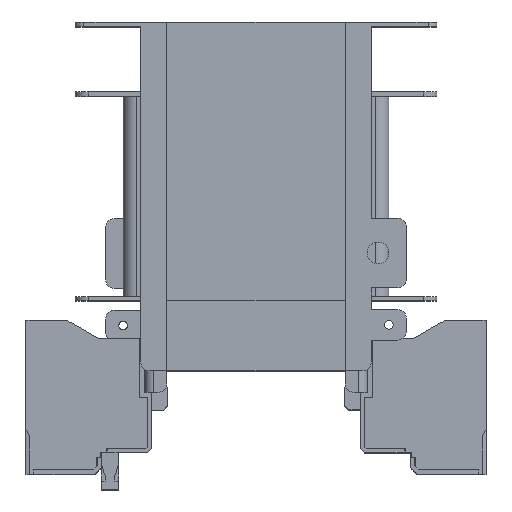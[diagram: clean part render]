
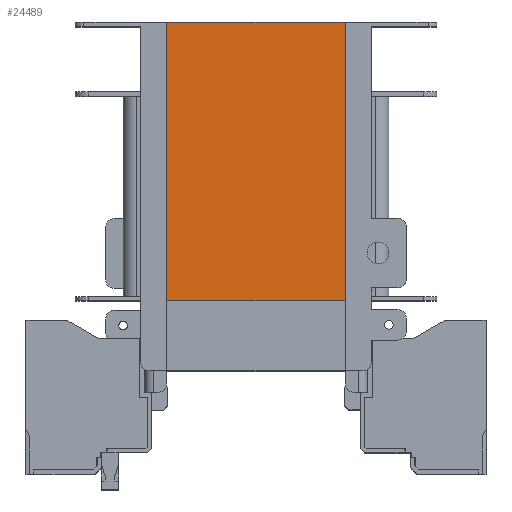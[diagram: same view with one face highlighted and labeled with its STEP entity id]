
A CAD part, top view. The second image highlights one B-rep face of the part: STEP entity #24489.
In plain terms, the highlighted face is planar.
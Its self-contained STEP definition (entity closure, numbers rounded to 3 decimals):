
#559 = EDGE_CURVE ( 'NONE', #39466, #4253, #6392, .T. ) ;
#646 = CARTESIAN_POINT ( 'NONE',  ( 0., -64., 41. ) ) ;
#2331 = VERTEX_POINT ( 'NONE', #36815 ) ;
#2980 = EDGE_LOOP ( 'NONE', ( #34654, #20966, #36107, #4631 ) ) ;
#4253 = VERTEX_POINT ( 'NONE', #34130 ) ;
#4631 = ORIENTED_EDGE ( 'NONE', *, *, #38660, .T. ) ;
#6177 = FACE_OUTER_BOUND ( 'NONE', #2980, .T. ) ;
#6392 = LINE ( 'NONE', #23754, #32377 ) ;
#6607 = VECTOR ( 'NONE', #22538, 1000. ) ;
#7325 = CARTESIAN_POINT ( 'NONE',  ( 0., 0., 0. ) ) ;
#7381 = EDGE_CURVE ( 'NONE', #25988, #4253, #38125, .T. ) ;
#11553 = LINE ( 'NONE', #33708, #28668 ) ;
#12361 = CARTESIAN_POINT ( 'NONE',  ( 0., 0., 41. ) ) ;
#12949 = DIRECTION ( 'NONE',  ( 1., 0., 0. ) ) ;
#15989 = VECTOR ( 'NONE', #37798, 1000. ) ;
#20966 = ORIENTED_EDGE ( 'NONE', *, *, #559, .F. ) ;
#21726 = DIRECTION ( 'NONE',  ( 0., 1., 0. ) ) ;
#22004 = CARTESIAN_POINT ( 'NONE',  ( 0., 0., 41. ) ) ;
#22538 = DIRECTION ( 'NONE',  ( 0., -1., 0. ) ) ;
#23754 = CARTESIAN_POINT ( 'NONE',  ( 0., -64., 41. ) ) ;
#24489 = ADVANCED_FACE ( 'NONE', ( #6177 ), #30713, .F. ) ;
#25607 = LINE ( 'NONE', #22004, #15989 ) ;
#25988 = VERTEX_POINT ( 'NONE', #7325 ) ;
#28668 = VECTOR ( 'NONE', #33509, 1000. ) ;
#29812 = AXIS2_PLACEMENT_3D ( 'NONE', #12361, #12949, #21726 ) ;
#30713 = PLANE ( 'NONE',  #29812 ) ;
#31905 = CARTESIAN_POINT ( 'NONE',  ( 0., 0., 0. ) ) ;
#32377 = VECTOR ( 'NONE', #32946, 1000. ) ;
#32946 = DIRECTION ( 'NONE',  ( 0., 0., -1. ) ) ;
#33509 = DIRECTION ( 'NONE',  ( 0., 0., -1. ) ) ;
#33708 = CARTESIAN_POINT ( 'NONE',  ( 0., 0., 41. ) ) ;
#34130 = CARTESIAN_POINT ( 'NONE',  ( 0., -64., 0. ) ) ;
#34654 = ORIENTED_EDGE ( 'NONE', *, *, #7381, .T. ) ;
#36107 = ORIENTED_EDGE ( 'NONE', *, *, #39532, .F. ) ;
#36815 = CARTESIAN_POINT ( 'NONE',  ( 0., 0., 41. ) ) ;
#37798 = DIRECTION ( 'NONE',  ( 0., -1., 0. ) ) ;
#38125 = LINE ( 'NONE', #31905, #6607 ) ;
#38660 = EDGE_CURVE ( 'NONE', #2331, #25988, #11553, .T. ) ;
#39466 = VERTEX_POINT ( 'NONE', #646 ) ;
#39532 = EDGE_CURVE ( 'NONE', #2331, #39466, #25607, .T. ) ;
